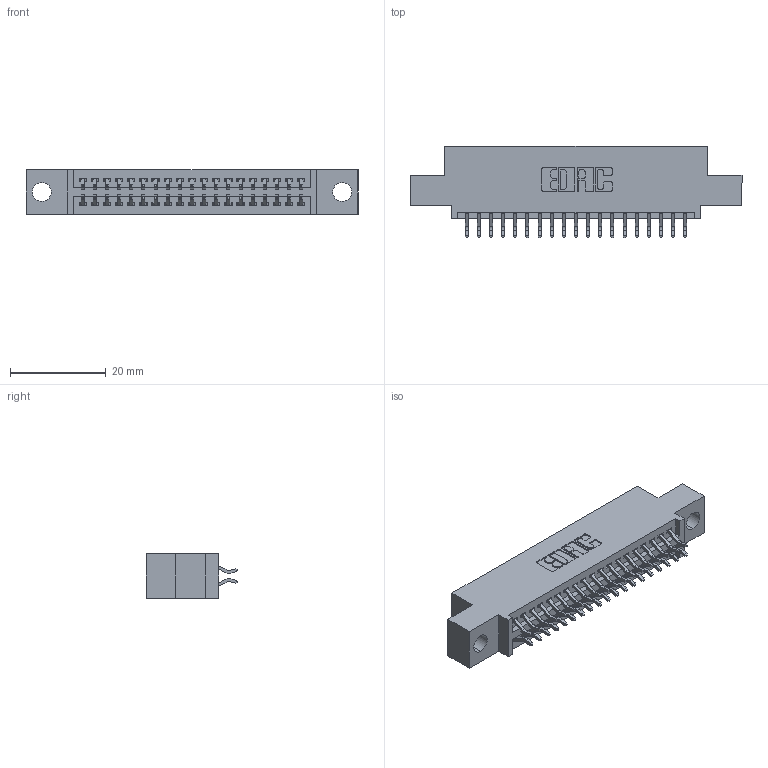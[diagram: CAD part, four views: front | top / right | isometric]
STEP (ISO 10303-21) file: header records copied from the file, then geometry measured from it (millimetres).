
FILE_DESCRIPTION (( 'STEP AP203' ), '1' );
FILE_NAME ('395-038-556-504.STEP', '2021-06-16T21:38:18', ( '' ), ( '' ), 'SwSTEP 2.0', 'SolidWorks 2020', '' );
FILE_SCHEMA (( 'CONFIG_CONTROL_DESIGN' ));
Length unit declared in the file: inch
Products named in the file (3): 395-038-556-504; 345-292-001_556 Tail; 345 Part_0.110 Offset - 0.156 Dia-TI
Assembly tree (39 placements, depth 2):
  395-038-556-504
    345 Part_0.110 Offset - 0.156 Dia-TI
    345-292-001_556 Tail  x38
Bounding box: 69.47 x 19.24 x 9.4 mm (x, y, z)
Volume: 6354 mm3; surface area: 8857.9 mm2
Topology: 39 solids, 39 shells, 2272 faces, 6735 edges, 4438 vertices
Faces by surface type: plane 1504, cylinder 768
Entity records: 18775 total; most frequent: CARTESIAN_POINT 3190, ORIENTED_EDGE 3110, DIRECTION 2827, EDGE_CURVE 1555, VECTOR 1339, LINE 1339, VERTEX_POINT 1034, AXIS2_PLACEMENT_3D 744
